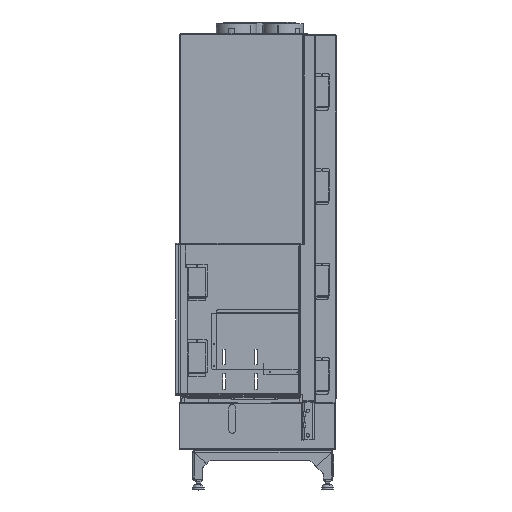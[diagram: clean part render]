
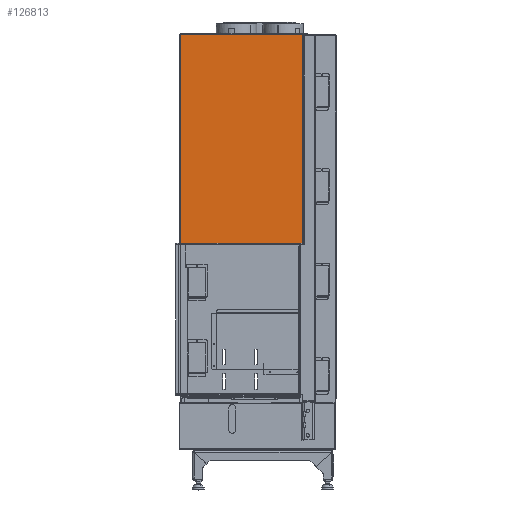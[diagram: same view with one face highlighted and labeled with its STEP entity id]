
A CAD part, top view. The second image highlights one B-rep face of the part: STEP entity #126813.
In plain terms, the highlighted planar face has unit normal (0, 0, 1).
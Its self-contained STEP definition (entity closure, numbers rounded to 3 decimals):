
#3851 = CARTESIAN_POINT ( 'NONE',  ( -24., 658.764, 531.7 ) ) ;
#3992 = DIRECTION ( 'NONE',  ( 1., 0., 0. ) ) ;
#4944 = DIRECTION ( 'NONE',  ( 0., 0., -1. ) ) ;
#17216 = ORIENTED_EDGE ( 'NONE', *, *, #135033, .T. ) ;
#18044 = CARTESIAN_POINT ( 'NONE',  ( -35.33, 658.764, 531.7 ) ) ;
#19289 = DIRECTION ( 'NONE',  ( 0., 1., 0. ) ) ;
#24820 = CARTESIAN_POINT ( 'NONE',  ( -24., 1418.764, 531.7 ) ) ;
#25407 = DIRECTION ( 'NONE',  ( 1., 0., 0. ) ) ;
#28765 = VERTEX_POINT ( 'NONE', #98626 ) ;
#29947 = EDGE_CURVE ( 'NONE', #70736, #62627, #127078, .T. ) ;
#30612 = VECTOR ( 'NONE', #58883, 1000. ) ;
#31558 = ORIENTED_EDGE ( 'NONE', *, *, #78436, .T. ) ;
#32519 = DIRECTION ( 'NONE',  ( 1., 0., 0. ) ) ;
#34410 = CARTESIAN_POINT ( 'NONE',  ( -471.5, 1418.764, 531.7 ) ) ;
#45963 = ORIENTED_EDGE ( 'NONE', *, *, #66082, .T. ) ;
#46861 = DIRECTION ( 'NONE',  ( 0., -1., 0. ) ) ;
#47317 = ORIENTED_EDGE ( 'NONE', *, *, #131472, .F. ) ;
#48041 = AXIS2_PLACEMENT_3D ( 'NONE', #90241, #4944, #19289 ) ;
#52407 = VECTOR ( 'NONE', #96051, 1000. ) ;
#54077 = VERTEX_POINT ( 'NONE', #91895 ) ;
#58883 = DIRECTION ( 'NONE',  ( 0., -1., 0. ) ) ;
#59352 = VECTOR ( 'NONE', #46861, 1000. ) ;
#59690 = DIRECTION ( 'NONE',  ( 1., 0., 0. ) ) ;
#62627 = VERTEX_POINT ( 'NONE', #3851 ) ;
#65868 = CARTESIAN_POINT ( 'NONE',  ( -63.33, 658.764, 531.7 ) ) ;
#66082 = EDGE_CURVE ( 'NONE', #76937, #115147, #95140, .T. ) ;
#69351 = ORIENTED_EDGE ( 'NONE', *, *, #29947, .T. ) ;
#69464 = LINE ( 'NONE', #34410, #149596 ) ;
#70736 = VERTEX_POINT ( 'NONE', #18044 ) ;
#72166 = ORIENTED_EDGE ( 'NONE', *, *, #101994, .T. ) ;
#75943 = PLANE ( 'NONE',  #48041 ) ;
#76937 = VERTEX_POINT ( 'NONE', #161286 ) ;
#78436 = EDGE_CURVE ( 'NONE', #106406, #28765, #143512, .T. ) ;
#81665 = VERTEX_POINT ( 'NONE', #109501 ) ;
#82513 = EDGE_CURVE ( 'NONE', #54077, #70736, #154282, .T. ) ;
#82804 = DIRECTION ( 'NONE',  ( 1., 0., 0. ) ) ;
#87444 = LINE ( 'NONE', #128292, #158635 ) ;
#90241 = CARTESIAN_POINT ( 'NONE',  ( -471.5, 1418.764, 531.7 ) ) ;
#91116 = CARTESIAN_POINT ( 'NONE',  ( -468.5, 1418.764, 531.7 ) ) ;
#91895 = CARTESIAN_POINT ( 'NONE',  ( -43.33, 658.764, 531.7 ) ) ;
#95140 = LINE ( 'NONE', #91116, #59352 ) ;
#96051 = DIRECTION ( 'NONE',  ( 1., 0., 0. ) ) ;
#98626 = CARTESIAN_POINT ( 'NONE',  ( -55.33, 658.764, 531.7 ) ) ;
#101994 = EDGE_CURVE ( 'NONE', #28765, #54077, #87444, .T. ) ;
#106406 = VERTEX_POINT ( 'NONE', #65868 ) ;
#107891 = CARTESIAN_POINT ( 'NONE',  ( -471.5, 658.764, 531.7 ) ) ;
#108456 = LINE ( 'NONE', #24820, #30612 ) ;
#109501 = CARTESIAN_POINT ( 'NONE',  ( -24., 1418.764, 531.7 ) ) ;
#115147 = VERTEX_POINT ( 'NONE', #158878 ) ;
#116787 = VECTOR ( 'NONE', #25407, 1000. ) ;
#124357 = CARTESIAN_POINT ( 'NONE',  ( -471.5, 658.764, 531.7 ) ) ;
#126813 = ADVANCED_FACE ( 'NONE', ( #142753 ), #75943, .F. ) ;
#127078 = LINE ( 'NONE', #146984, #135786 ) ;
#128292 = CARTESIAN_POINT ( 'NONE',  ( -471.5, 658.764, 531.7 ) ) ;
#131472 = EDGE_CURVE ( 'NONE', #76937, #81665, #69464, .T. ) ;
#132114 = VECTOR ( 'NONE', #82804, 1000. ) ;
#135033 = EDGE_CURVE ( 'NONE', #115147, #106406, #141500, .T. ) ;
#135130 = EDGE_LOOP ( 'NONE', ( #17216, #31558, #72166, #153940, #69351, #141954, #47317, #45963 ) ) ;
#135786 = VECTOR ( 'NONE', #32519, 1000. ) ;
#141500 = LINE ( 'NONE', #107891, #52407 ) ;
#141954 = ORIENTED_EDGE ( 'NONE', *, *, #154224, .F. ) ;
#142753 = FACE_OUTER_BOUND ( 'NONE', #135130, .T. ) ;
#143512 = LINE ( 'NONE', #124357, #116787 ) ;
#146984 = CARTESIAN_POINT ( 'NONE',  ( -471.5, 658.764, 531.7 ) ) ;
#149596 = VECTOR ( 'NONE', #3992, 1000. ) ;
#153940 = ORIENTED_EDGE ( 'NONE', *, *, #82513, .T. ) ;
#154224 = EDGE_CURVE ( 'NONE', #81665, #62627, #108456, .T. ) ;
#154282 = LINE ( 'NONE', #167391, #132114 ) ;
#158635 = VECTOR ( 'NONE', #59690, 1000. ) ;
#158878 = CARTESIAN_POINT ( 'NONE',  ( -468.5, 658.764, 531.7 ) ) ;
#161286 = CARTESIAN_POINT ( 'NONE',  ( -468.5, 1418.764, 531.7 ) ) ;
#167391 = CARTESIAN_POINT ( 'NONE',  ( -471.5, 658.764, 531.7 ) ) ;
